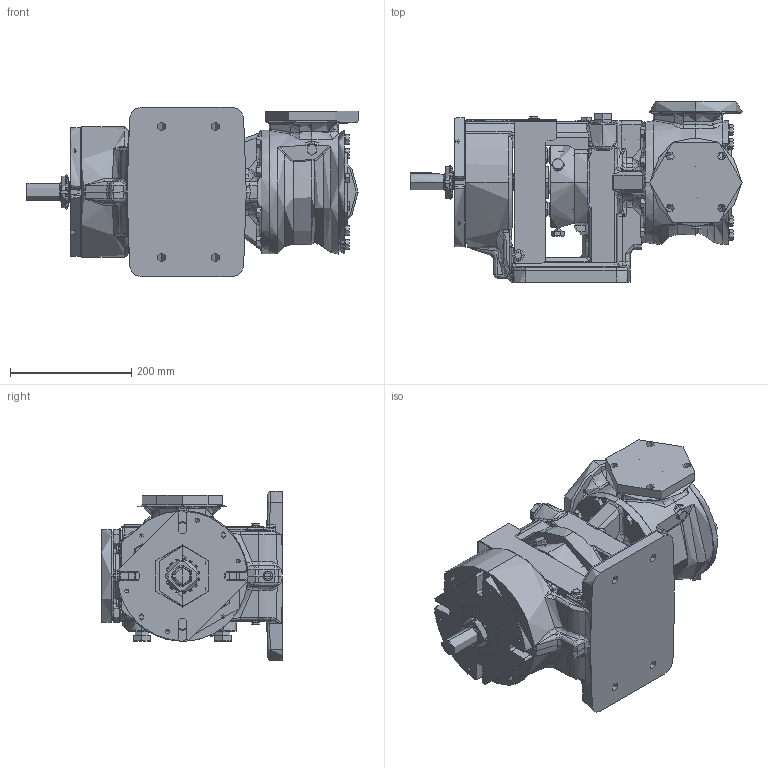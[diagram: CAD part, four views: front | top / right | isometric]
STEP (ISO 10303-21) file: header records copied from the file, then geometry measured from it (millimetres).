
FILE_DESCRIPTION (( 'STEP AP214' ), '1' );
FILE_NAME ('K4223AA.STEP', '2017-01-23T16:00:16', ( '' ), ( '' ), 'SwSTEP 2.0', 'SolidWorks 2016', '' );
FILE_SCHEMA (( 'AUTOMOTIVE_DESIGN' ));
Length unit declared in the file: inch
Products named in the file (2): K4223AA
Bounding box: 547.8 x 298.45 x 279.4 mm (x, y, z)
Volume: 14237933.5 mm3
Topology: 1 solids, 2 shells, 2828 faces, 7083 edges, 4304 vertices
Faces by surface type: plane 975, bspline 762, cylinder 588, cone 503
Entity records: 181885 total; most frequent: CARTESIAN_POINT 101942, ORIENTED_EDGE 14024, DIRECTION 9674, EDGE_CURVE 7012, VERTEX_POINT 4304, AXIS2_PLACEMENT_3D 3630, EDGE_LOOP 3030, B_SPLINE_CURVE_WITH_KNOTS 2947
